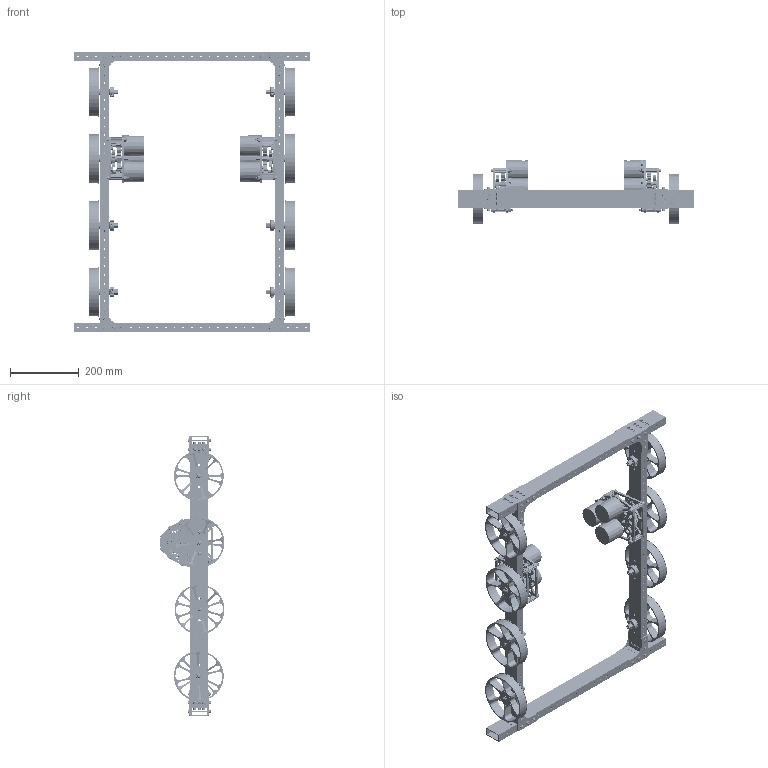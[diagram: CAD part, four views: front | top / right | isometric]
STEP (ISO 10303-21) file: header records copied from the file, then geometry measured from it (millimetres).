
FILE_DESCRIPTION (( 'STEP AP203' ), '1' );
FILE_NAME ('am-4890_IP6E.STEP', '2022-11-30T20:32:51', ( '' ), ( '' ), 'SwSTEP 2.0', 'SolidWorks 2022', '' );
FILE_SCHEMA (( 'CONFIG_CONTROL_DESIGN' ));
Length unit declared in the file: inch
Products named in the file (44): 500Hex Collar Clamp Body; am-3948-250 500H x 250IN Spacer; am-4258_15T NEO with 15T 32DP Pinion for EVO Gearboxes; BHCS 10-32 x 0.375 phillips_SBHCSCREW 0.19-32x0.5-HX-C; am-4890_IP6E; am-4887 78 Link Chain (sim); FR8ZZ Hex Bearing_Kip; am-3814 EVO Slim 2 Stage Cluster Shaft; Evo CIM Slim Motor Plate Encoder Change; 15T 32DP 8mm Bore Gear; am-4886 Drivetrain End Rail; 10-32x0625_shcs_Kip_HX-SHCS 0.19-32x1.375x1-C; Retaining Ring_97633A200; 14-20 x 0.500 BHCS_92949A837; 10-32 Nylock Jam Nut_90633A411; 38T 20DP 375Hex 375 FW_Kip; REV-21-1650; 14-20 2.25inch Socket Head Cap Screw_91251A551; am-4885 Drivetrain Side Rail; FR6ZZ-L Bearing_Kip; BHCS 14-20 x 0.625 91255A539_ALLOY STEEL BUTTON-HEAD SOCKET CAP SCREW_91255A539; 2 Stage 3 NEO Evo Slim (with 2x1 Length Shaft); am-4883 IOT Drive Shaft; 250x1000 dowel; 250 Washer; .0625 x 500hex Acetal Spacer (am-1364); am-3948-125 500H x 125IN Spacer; 14-20 Nylock Nut_97135A210; S25-17HD-500H_2737T112; 14-20 NyLock thin - Mcm 90566A029_90566A029; FR6ZZ Bearing_Kip; Evo Shifter 2 Axle Shaft Plate REV2; PRTx061 Altered Gearbox Shaft (Short); FR8ZZ Hex Bearing; 10-32x0500_shcs_HX-SHCS 0.19-32x1.375x1-C; 2 Stage Churro Spacer; 32T 20DP 500hex 375 FW; am-3860 90 Gusset; 85T 32DP 375 Hex Bore Gear_Kip; am-0095b 6in Perf 500 Hex ...
Assembly tree (210 placements, depth 4):
  am-4890_IP6E
    am-4885 Drivetrain Side Rail  x2
    am-4762 Tube Plug for 2x1x.125  x4
    am-4886 Drivetrain End Rail  x2
    am-3860 90 Gusset  x8
    10-32x2500_shcs2_HX-SHCS 0.19-32x1.375x1-C  x16
    10-32 Nylock Jam Nut_90633A411  x16
    10-32x0500_shcs_HX-SHCS 0.19-32x1.375x1-C  x20
    BHCS 10-32 x 0.375 phillips_SBHCSCREW 0.19-32x0.5-HX-C  x24
    BHCS 14-20 x 0.625 91255A539_ALLOY STEEL BUTTON-HEAD SOCKET CAP SCREW_91255A539  x4
    14-20 NyLock thin - Mcm 90566A029_90566A029  x4
    2 Stage 3 NEO Evo Slim (with 2x1 Length Shaft)  x2
      Evo CIM Slim Motor Plate Encoder Change
      FR6ZZ Bearing_Kip
      10-32x0625_shcs_Kip_HX-SHCS 0.19-32x1.375x1-C
      85T 32DP 375 Hex Bore Gear_Kip
      38T 20DP 375Hex 375 FW_Kip
      FR6ZZ-L Bearing_Kip
      FR8ZZ Hex Bearing_Kip
      am-3814 EVO Slim 2 Stage Cluster Shaft
      32T 20DP 500hex 375 FW
      2 Stage Churro Spacer
      14-20 2.25inch Socket Head Cap Screw_91251A551
      14-20 Nylock Nut_97135A210
      .0625 x 500hex Acetal Spacer (am-1364)
      am-0801a Toughbox Long Hex Shaft With Magnet
        250x1000 dowel
      Retaining Ring_97633A200
      am-4258_15T NEO with 15T 32DP Pinion for EVO Gearboxes
        REV-21-1650
        15T 32DP 8mm Bore Gear
      Evo Shifter 2 Axle Shaft Plate REV2
      PRTx061 Altered Gearbox Shaft (Short)
    am-0095b 6in Perf 500 Hex  x8
    am-3948-125 500H x 125IN Spacer  x2
    FR8ZZ Hex Bearing  x14
    S25-17HD-500H_2737T112  x8
    am-3948-250 500H x 250IN Spacer  x2
    250 Washer  x8
    14-20 x 0.500 BHCS_92949A837  x8
    am-1526 500Hex Collar Clamp  x6
      500Hex Collar Clamp Body
      10-32x0500_shcs_HX-SHCS 0.19-32x1.375x1-C
    am-4887 78 Link Chain (sim)  x6
    am-4883 IOT Drive Shaft  x6
Bounding box: 685.8 x 188.41 x 812.8 mm (x, y, z)
Volume: 3981082.3 mm3; surface area: 1916438.8 mm2
Topology: 278 solids, 278 shells, 15388 faces, 40584 edges, 25916 vertices
Faces by surface type: cylinder 8392, plane 3712, cone 2728, torus 372, bspline 112, sphere 72
Entity records: 120501 total; most frequent: CARTESIAN_POINT 29735, DIRECTION 17900, ORIENTED_EDGE 16968, EDGE_CURVE 8484, AXIS2_PLACEMENT_3D 7319, VERTEX_POINT 5550, CIRCLE 4052, EDGE_LOOP 3718
